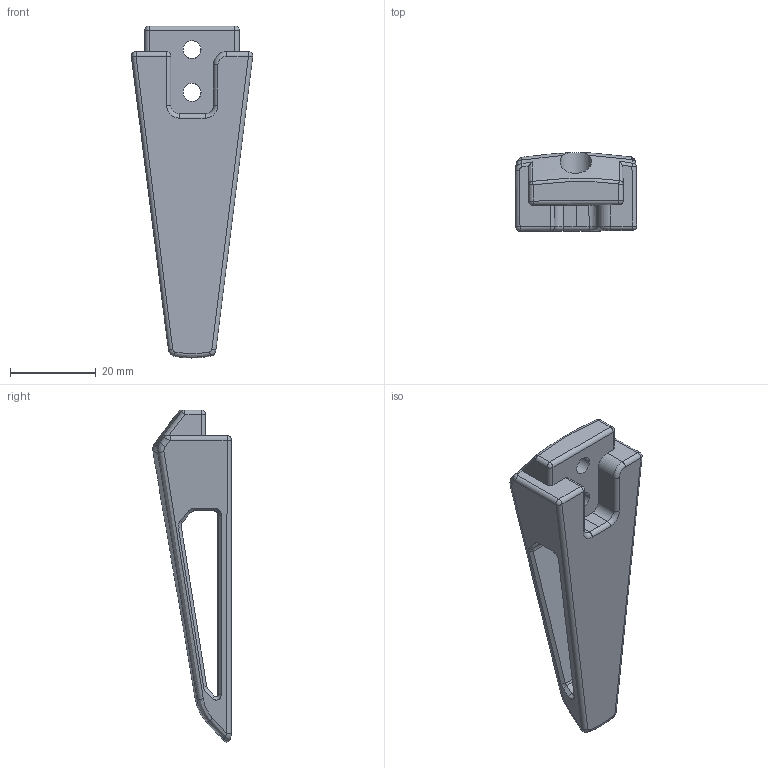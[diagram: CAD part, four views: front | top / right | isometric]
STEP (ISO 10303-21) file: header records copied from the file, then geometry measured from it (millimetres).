
FILE_DESCRIPTION(('CATIA V5 STEP Exchange','CAx-IF Rec.Pracs.--- Model Styling and Organization---1.4--- 2014-01-23'),'2;1');
FILE_NAME('F1.stp','2024-08-10T08:57:04+00:00',('none'),('none'),'CATIA Version 5-6 Release 2017','CATIA V5 STEP AP214','none');
FILE_SCHEMA(('AUTOMOTIVE_DESIGN { 1 0 10303 214 1 1 1 1 }'));
Length unit declared in the file: millimetre
Products named in the file (1): 手指
Bounding box: 28.33 x 18.35 x 77.46 mm (x, y, z)
Volume: 13031.1 mm3; surface area: 6774.7 mm2
Topology: 1 solids, 1 shells, 107 faces, 259 edges, 147 vertices
Faces by surface type: bspline 35, cylinder 31, plane 30, sphere 8, torus 3
Entity records: 5083 total; most frequent: CARTESIAN_POINT 3025, ORIENTED_EDGE 502, DIRECTION 269, EDGE_CURVE 251, VERTEX_POINT 147, EDGE_LOOP 114, AXIS2_PLACEMENT_3D 111, ADVANCED_FACE 107
